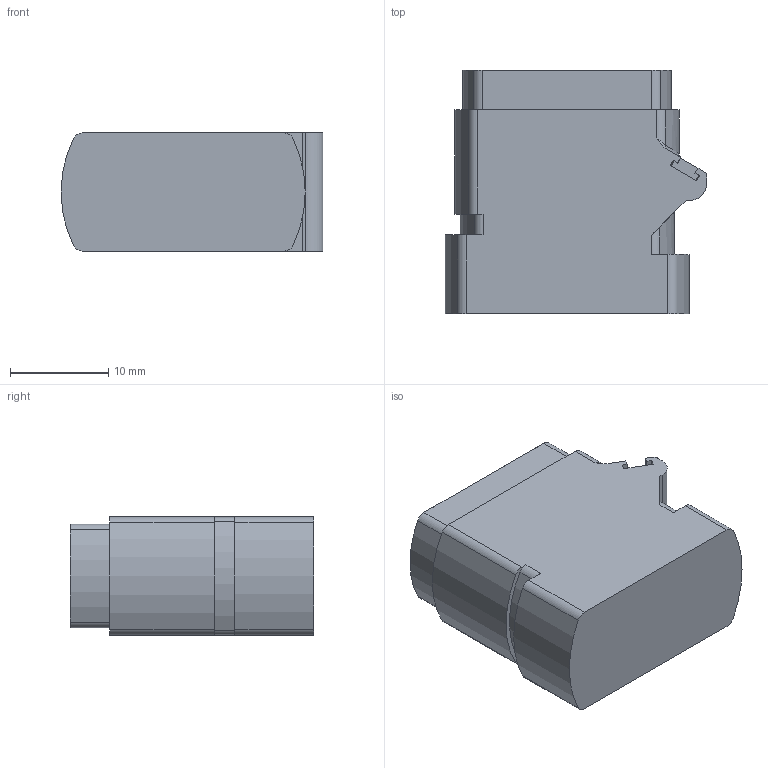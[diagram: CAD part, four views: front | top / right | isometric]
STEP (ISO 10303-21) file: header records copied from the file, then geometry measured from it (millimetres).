
FILE_DESCRIPTION((''),'2;1');
FILE_NAME('00111530802','2020-02-10T',('presta_be4'),(''),'CREO PARAMETRIC BY PTC INC, 2018360','CREO PARAMETRIC BY PTC INC, 2018360','');
FILE_SCHEMA(('CONFIG_CONTROL_DESIGN'));
Products named in the file (1): 00111530802
Bounding box: 26.6 x 24.71 x 12 mm (x, y, z)
Volume: 4967.8 mm3; surface area: 7239.1 mm2
Topology: 1 solids, 1 shells, 1563 faces, 4073 edges, 2554 vertices
Faces by surface type: plane 738, cylinder 340, torus 240, cone 160, bspline 85
Entity records: 57081 total; most frequent: CARTESIAN_POINT 18598, DIRECTION 8148, ORIENTED_EDGE 8114, EDGE_CURVE 4057, AXIS2_PLACEMENT_3D 3076, VERTEX_POINT 2554, VECTOR 1996, LINE 1996
